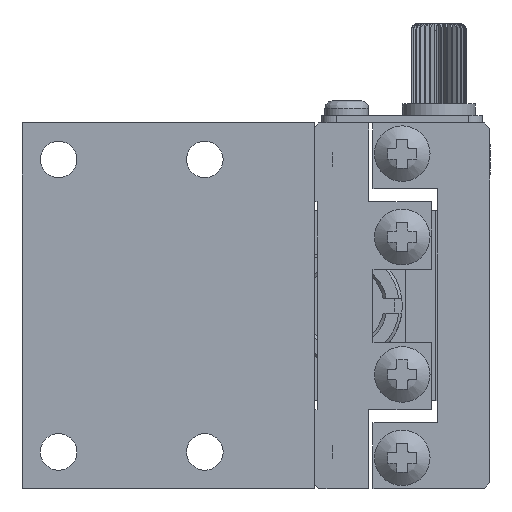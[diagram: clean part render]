
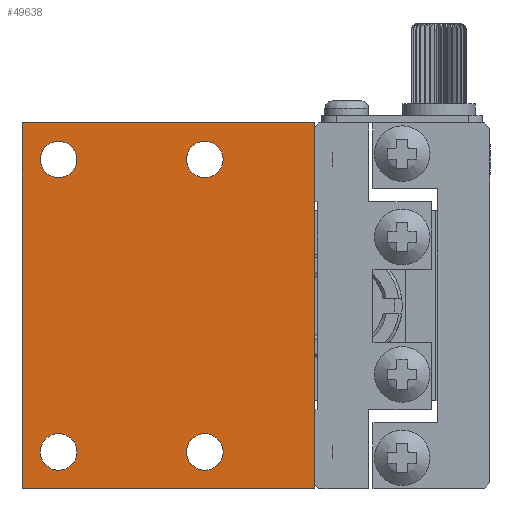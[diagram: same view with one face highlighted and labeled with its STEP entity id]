
A CAD part, front view. The second image highlights one B-rep face of the part: STEP entity #49638.
In plain terms, the highlighted planar face has unit normal (0, -1, 0).
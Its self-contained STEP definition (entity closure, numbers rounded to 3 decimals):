
#1 = ORIENTED_EDGE ( 'NONE', *, *, #8350, .T. ) ;
#205 = DIRECTION ( 'NONE',  ( 0., 1., 0. ) ) ;
#1259 = DIRECTION ( 'NONE',  ( 0., 0., -1. ) ) ;
#5583 = DIRECTION ( 'NONE',  ( 0., 1., 0. ) ) ;
#6884 = CARTESIAN_POINT ( 'NONE',  ( -17.5, 0., -3.75 ) ) ;
#8350 = EDGE_CURVE ( 'NONE', #91928, #91928, #16819, .T. ) ;
#9345 = AXIS2_PLACEMENT_3D ( 'NONE', #65170, #205, #29691 ) ;
#10843 = EDGE_CURVE ( 'NONE', #84953, #84953, #66159, .T. ) ;
#12828 = DIRECTION ( 'NONE',  ( 0., -1., 0. ) ) ;
#15718 = VECTOR ( 'NONE', #1259, 1000. ) ;
#16819 = CIRCLE ( 'NONE', #9345, 1.25 ) ;
#19873 = PLANE ( 'NONE',  #85864 ) ;
#19917 = VERTEX_POINT ( 'NONE', #79217 ) ;
#19988 = CARTESIAN_POINT ( 'NONE',  ( -7.5, 0., -23.75 ) ) ;
#21679 = LINE ( 'NONE', #50239, #83930 ) ;
#21775 = EDGE_LOOP ( 'NONE', ( #84658, #90481, #35850, #81104 ) ) ;
#22897 = AXIS2_PLACEMENT_3D ( 'NONE', #88203, #37810, #51852 ) ;
#23871 = ORIENTED_EDGE ( 'NONE', *, *, #36093, .T. ) ;
#27142 = CARTESIAN_POINT ( 'NONE',  ( -7.5, 0., -2.5 ) ) ;
#29691 = DIRECTION ( 'NONE',  ( 0., 0., -1. ) ) ;
#31013 = LINE ( 'NONE', #87505, #77258 ) ;
#32490 = AXIS2_PLACEMENT_3D ( 'NONE', #27142, #5583, #34146 ) ;
#33932 = FACE_OUTER_BOUND ( 'NONE', #21775, .T. ) ;
#34146 = DIRECTION ( 'NONE',  ( 0., 0., -1. ) ) ;
#34594 = EDGE_CURVE ( 'NONE', #65285, #65285, #69807, .T. ) ;
#34610 = CARTESIAN_POINT ( 'NONE',  ( -20., 0., 0. ) ) ;
#35470 = VECTOR ( 'NONE', #92486, 1000. ) ;
#35758 = CARTESIAN_POINT ( 'NONE',  ( -20., 0., -25. ) ) ;
#35850 = ORIENTED_EDGE ( 'NONE', *, *, #60096, .T. ) ;
#35955 = CARTESIAN_POINT ( 'NONE',  ( -17.5, 0., -22.5 ) ) ;
#36093 = EDGE_CURVE ( 'NONE', #86319, #86319, #59437, .T. ) ;
#37332 = VERTEX_POINT ( 'NONE', #38616 ) ;
#37810 = DIRECTION ( 'NONE',  ( 0., 1., 0. ) ) ;
#38616 = CARTESIAN_POINT ( 'NONE',  ( 0., 0., -25. ) ) ;
#42329 = FACE_BOUND ( 'NONE', #76481, .T. ) ;
#44271 = EDGE_LOOP ( 'NONE', ( #23871 ) ) ;
#46842 = EDGE_CURVE ( 'NONE', #19917, #37332, #21679, .T. ) ;
#47821 = EDGE_LOOP ( 'NONE', ( #67893 ) ) ;
#48506 = VERTEX_POINT ( 'NONE', #35758 ) ;
#49638 = ADVANCED_FACE ( 'NONE', ( #33932, #42329, #70794, #83906, #54988 ), #19873, .T. ) ;
#50239 = CARTESIAN_POINT ( 'NONE',  ( 0., 0., -25. ) ) ;
#50451 = DIRECTION ( 'NONE',  ( 0., 0., -1. ) ) ;
#51852 = DIRECTION ( 'NONE',  ( 0., 0., -1. ) ) ;
#53886 = VERTEX_POINT ( 'NONE', #75094 ) ;
#54988 = FACE_BOUND ( 'NONE', #47821, .T. ) ;
#55087 = EDGE_LOOP ( 'NONE', ( #1 ) ) ;
#55912 = DIRECTION ( 'NONE',  ( 0., 0., -1. ) ) ;
#57850 = CARTESIAN_POINT ( 'NONE',  ( -7.5, 0., -3.75 ) ) ;
#59437 = CIRCLE ( 'NONE', #69895, 1.25 ) ;
#60096 = EDGE_CURVE ( 'NONE', #19917, #53886, #77579, .T. ) ;
#61442 = EDGE_CURVE ( 'NONE', #48506, #37332, #31013, .T. ) ;
#64879 = DIRECTION ( 'NONE',  ( 0., 1., 0. ) ) ;
#65170 = CARTESIAN_POINT ( 'NONE',  ( -7.5, 0., -22.5 ) ) ;
#65245 = ORIENTED_EDGE ( 'NONE', *, *, #34594, .T. ) ;
#65285 = VERTEX_POINT ( 'NONE', #57850 ) ;
#65314 = LINE ( 'NONE', #85447, #15718 ) ;
#66159 = CIRCLE ( 'NONE', #22897, 1.25 ) ;
#67893 = ORIENTED_EDGE ( 'NONE', *, *, #10843, .T. ) ;
#69807 = CIRCLE ( 'NONE', #32490, 1.25 ) ;
#69895 = AXIS2_PLACEMENT_3D ( 'NONE', #35955, #64879, #50451 ) ;
#70295 = DIRECTION ( 'NONE',  ( 0., 0., -1. ) ) ;
#70794 = FACE_BOUND ( 'NONE', #55087, .T. ) ;
#71824 = CARTESIAN_POINT ( 'NONE',  ( -17.5, 0., -23.75 ) ) ;
#75094 = CARTESIAN_POINT ( 'NONE',  ( -20., 0., 0. ) ) ;
#76481 = EDGE_LOOP ( 'NONE', ( #65245 ) ) ;
#77258 = VECTOR ( 'NONE', #80514, 1000. ) ;
#77579 = LINE ( 'NONE', #34610, #35470 ) ;
#79217 = CARTESIAN_POINT ( 'NONE',  ( 0., 0., 0. ) ) ;
#80514 = DIRECTION ( 'NONE',  ( 1., 0., 0. ) ) ;
#81104 = ORIENTED_EDGE ( 'NONE', *, *, #87072, .T. ) ;
#83449 = CARTESIAN_POINT ( 'NONE',  ( -20., 0., -25. ) ) ;
#83906 = FACE_BOUND ( 'NONE', #44271, .T. ) ;
#83930 = VECTOR ( 'NONE', #70295, 1000. ) ;
#84658 = ORIENTED_EDGE ( 'NONE', *, *, #61442, .T. ) ;
#84953 = VERTEX_POINT ( 'NONE', #6884 ) ;
#85447 = CARTESIAN_POINT ( 'NONE',  ( -20., 0., -25. ) ) ;
#85864 = AXIS2_PLACEMENT_3D ( 'NONE', #83449, #12828, #55912 ) ;
#86319 = VERTEX_POINT ( 'NONE', #71824 ) ;
#87072 = EDGE_CURVE ( 'NONE', #53886, #48506, #65314, .T. ) ;
#87505 = CARTESIAN_POINT ( 'NONE',  ( 0., 0., -25. ) ) ;
#88203 = CARTESIAN_POINT ( 'NONE',  ( -17.5, 0., -2.5 ) ) ;
#90481 = ORIENTED_EDGE ( 'NONE', *, *, #46842, .F. ) ;
#91928 = VERTEX_POINT ( 'NONE', #19988 ) ;
#92486 = DIRECTION ( 'NONE',  ( -1., 0., 0. ) ) ;
